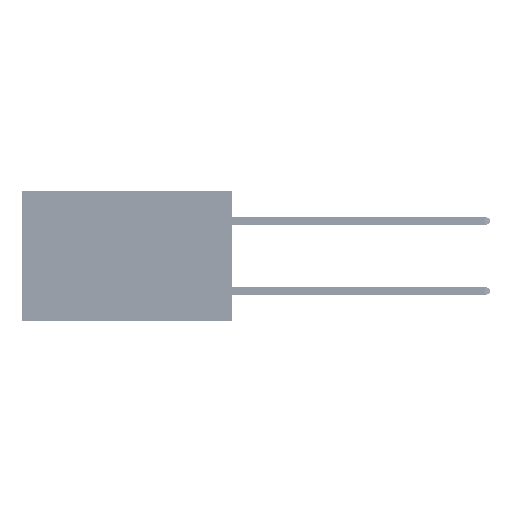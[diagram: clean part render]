
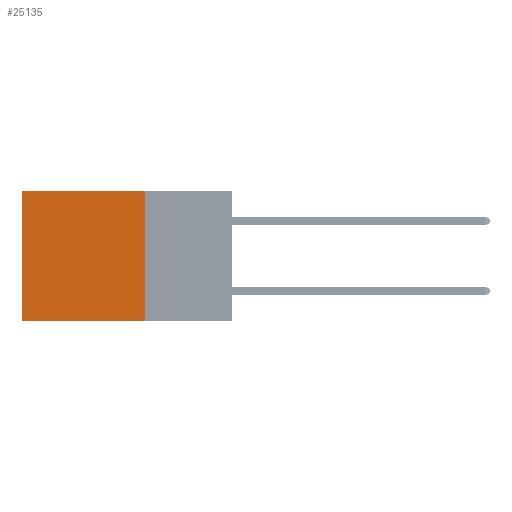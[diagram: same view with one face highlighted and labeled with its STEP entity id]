
A CAD part, left-side view. The second image highlights one B-rep face of the part: STEP entity #25135.
In plain terms, the highlighted planar face has unit normal (-1, 0, 0).
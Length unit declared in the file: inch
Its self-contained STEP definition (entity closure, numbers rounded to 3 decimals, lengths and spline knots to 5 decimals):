
#315 = CARTESIAN_POINT ( 'NONE',  ( 0.2875, 0.6, -0.37 ) ) ;
#3681 = CARTESIAN_POINT ( 'NONE',  ( 0.2875, 0.25, -0.37 ) ) ;
#4194 = DIRECTION ( 'NONE',  ( 0., 1., 0. ) ) ;
#6273 = EDGE_CURVE ( 'NONE', #18573, #29930, #8126, .T. ) ;
#6292 = CARTESIAN_POINT ( 'NONE',  ( 0.2875, 0.25, 0. ) ) ;
#6820 = LINE ( 'NONE', #3681, #25704 ) ;
#8097 = CARTESIAN_POINT ( 'NONE',  ( 0.2875, 0.6, 0. ) ) ;
#8126 = LINE ( 'NONE', #49638, #16031 ) ;
#8597 = LINE ( 'NONE', #6292, #17709 ) ;
#15701 = ORIENTED_EDGE ( 'NONE', *, *, #17085, .T. ) ;
#16031 = VECTOR ( 'NONE', #25960, 39.37008 ) ;
#16046 = ORIENTED_EDGE ( 'NONE', *, *, #6273, .F. ) ;
#17085 = EDGE_CURVE ( 'NONE', #18573, #42762, #8597, .T. ) ;
#17709 = VECTOR ( 'NONE', #41170, 39.37008 ) ;
#18573 = VERTEX_POINT ( 'NONE', #34671 ) ;
#18827 = DIRECTION ( 'NONE',  ( 1., 0., 0. ) ) ;
#18998 = CARTESIAN_POINT ( 'NONE',  ( 0.2875, 0.25, 0. ) ) ;
#20224 = LINE ( 'NONE', #21857, #28108 ) ;
#21399 = VERTEX_POINT ( 'NONE', #315 ) ;
#21857 = CARTESIAN_POINT ( 'NONE',  ( 0.2875, 0.6, 0. ) ) ;
#24260 = EDGE_LOOP ( 'NONE', ( #25138, #27082, #16046, #15701 ) ) ;
#25135 = ADVANCED_FACE ( 'NONE', ( #29519 ), #49968, .F. ) ;
#25138 = ORIENTED_EDGE ( 'NONE', *, *, #40762, .T. ) ;
#25704 = VECTOR ( 'NONE', #4194, 39.37008 ) ;
#25960 = DIRECTION ( 'NONE',  ( 0., 0., -1. ) ) ;
#27082 = ORIENTED_EDGE ( 'NONE', *, *, #30501, .F. ) ;
#27363 = CARTESIAN_POINT ( 'NONE',  ( 0.2875, 0.25, -0.37 ) ) ;
#28108 = VECTOR ( 'NONE', #29504, 39.37008 ) ;
#29281 = AXIS2_PLACEMENT_3D ( 'NONE', #18998, #18827, #45857 ) ;
#29504 = DIRECTION ( 'NONE',  ( 0., 0., -1. ) ) ;
#29519 = FACE_OUTER_BOUND ( 'NONE', #24260, .T. ) ;
#29930 = VERTEX_POINT ( 'NONE', #27363 ) ;
#30501 = EDGE_CURVE ( 'NONE', #29930, #21399, #6820, .T. ) ;
#34671 = CARTESIAN_POINT ( 'NONE',  ( 0.2875, 0.25, 0. ) ) ;
#40762 = EDGE_CURVE ( 'NONE', #42762, #21399, #20224, .T. ) ;
#41170 = DIRECTION ( 'NONE',  ( 0., 1., 0. ) ) ;
#42762 = VERTEX_POINT ( 'NONE', #8097 ) ;
#45857 = DIRECTION ( 'NONE',  ( 0., 0., -1. ) ) ;
#49638 = CARTESIAN_POINT ( 'NONE',  ( 0.2875, 0.25, 0. ) ) ;
#49968 = PLANE ( 'NONE',  #29281 ) ;
